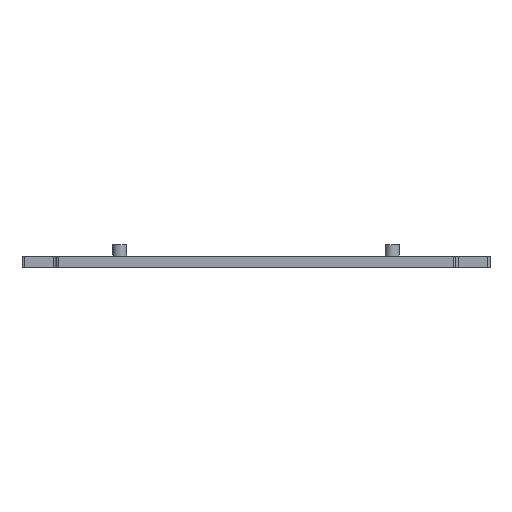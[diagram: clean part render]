
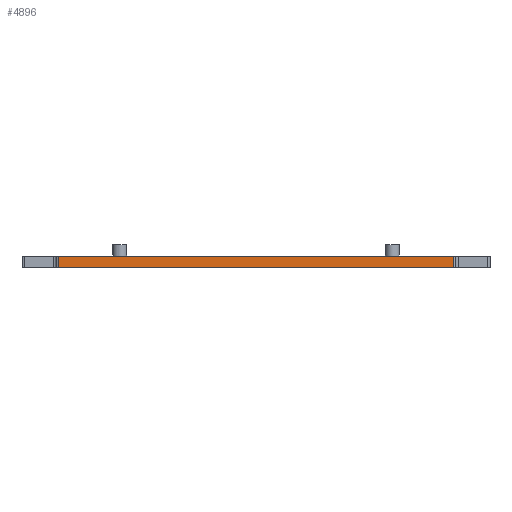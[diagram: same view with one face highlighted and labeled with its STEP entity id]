
A CAD part, front view. The second image highlights one B-rep face of the part: STEP entity #4896.
In plain terms, the highlighted planar face has unit normal (0, -1, 0).
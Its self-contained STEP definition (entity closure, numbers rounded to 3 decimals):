
#950=DIRECTION('',(1.,0.,0.));
#951=VECTOR('',#950,174.);
#952=CARTESIAN_POINT('',(-87.,-75.,0.));
#953=LINE('',#952,#951);
#1747=DIRECTION('',(0.,0.,-1.));
#1748=VECTOR('',#1747,5.);
#1749=CARTESIAN_POINT('',(-87.,-75.,5.));
#1750=LINE('',#1749,#1748);
#1751=DIRECTION('',(1.,0.,0.));
#1752=VECTOR('',#1751,174.);
#1753=CARTESIAN_POINT('',(-87.,-75.,5.));
#1754=LINE('',#1753,#1752);
#1755=DIRECTION('',(0.,0.,1.));
#1756=VECTOR('',#1755,5.);
#1757=CARTESIAN_POINT('',(87.,-75.,0.));
#1758=LINE('',#1757,#1756);
#2433=CARTESIAN_POINT('',(-87.,-75.,0.));
#2435=VERTEX_POINT('',#2433);
#2439=CARTESIAN_POINT('',(-87.,-75.,5.));
#2440=VERTEX_POINT('',#2439);
#2441=CARTESIAN_POINT('',(87.,-75.,5.));
#2443=VERTEX_POINT('',#2441);
#2447=CARTESIAN_POINT('',(87.,-75.,0.));
#2448=VERTEX_POINT('',#2447);
#4884=CARTESIAN_POINT('',(-103.,-75.,0.));
#4885=DIRECTION('',(0.,-1.,0.));
#4886=DIRECTION('',(1.,0.,0.));
#4887=AXIS2_PLACEMENT_3D('',#4884,#4885,#4886);
#4888=PLANE('',#4887);
#4890=ORIENTED_EDGE('',*,*,#4889,.F.);
#4891=ORIENTED_EDGE('',*,*,#2711,.T.);
#4892=ORIENTED_EDGE('',*,*,#4879,.F.);
#4893=ORIENTED_EDGE('',*,*,#3123,.F.);
#4894=EDGE_LOOP('',(#4890,#4891,#4892,#4893));
#4895=FACE_OUTER_BOUND('',#4894,.F.);
#4896=ADVANCED_FACE('',(#4895),#4888,.T.);
#2711=EDGE_CURVE('',#2440,#2443,#1754,.T.);
#3123=EDGE_CURVE('',#2435,#2448,#953,.T.);
#4879=EDGE_CURVE('',#2448,#2443,#1758,.T.);
#4889=EDGE_CURVE('',#2440,#2435,#1750,.T.);
